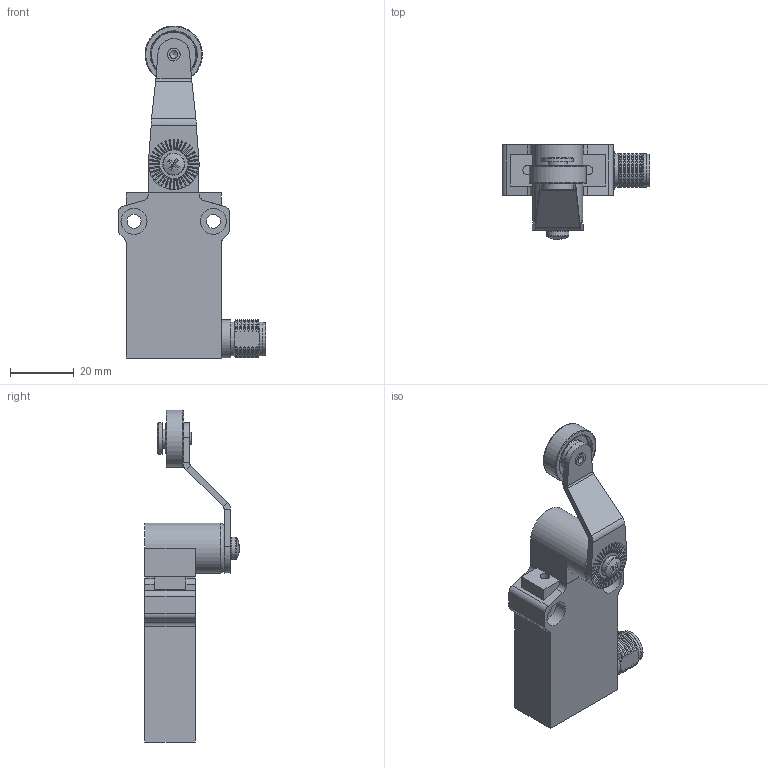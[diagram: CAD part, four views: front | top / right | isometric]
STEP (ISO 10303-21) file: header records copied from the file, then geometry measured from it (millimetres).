
FILE_DESCRIPTION (( 'STEP AP214' ), '1' );
FILE_NAME ('AEM2G4520Z11MR.STEP', '2020-05-21T13:44:48', ( '' ), ( '' ), 'SwSTEP 2.0', 'SolidWorks 2019', '' );
FILE_SCHEMA (( 'AUTOMOTIVE_DESIGN' ));
Length unit declared in the file: inch
Products named in the file (1): AEM2G4520Z11MR
Bounding box: 46.5 x 29.8 x 104.48 mm (x, y, z)
Volume: 33231.4 mm3; surface area: 12900.8 mm2
Topology: 7 solids, 7 shells, 563 faces, 1351 edges, 892 vertices
Faces by surface type: plane 299, cone 181, cylinder 61, bspline 22
Full cylindrical faces by diameter (mm): 2.5 x1, 3 x2, 3.5 x1, 4 x1, 4.1 x1, 4.4 x2, 5 x1, 5.7 x1, 6 x1, 6.1 x1, 7 x1, 8.2 x4, 10 x1, 10.3 x1, 10.6 x2, 12 x1, 15.8 x1, 18 x1
Entity records: 25023 total; most frequent: CARTESIAN_POINT 5091, ORIENTED_EDGE 2618, DIRECTION 2414, EDGE_CURVE 1309, AXIS2_PLACEMENT_3D 973, VERTEX_POINT 891, EDGE_LOOP 704, FACE_OUTER_BOUND 598
